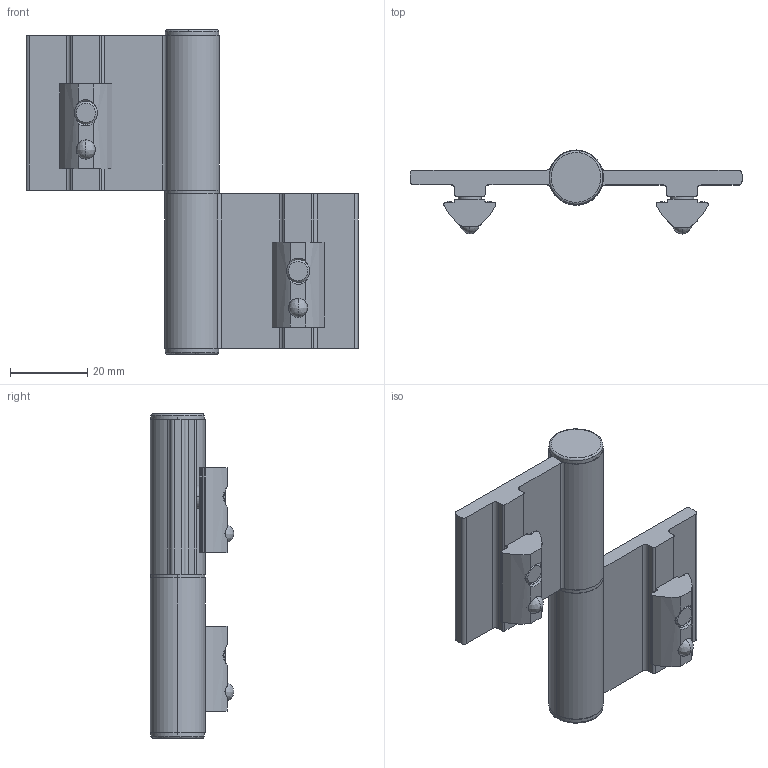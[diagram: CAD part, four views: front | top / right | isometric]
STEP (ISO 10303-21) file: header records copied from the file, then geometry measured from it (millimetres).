
FILE_DESCRIPTION (( 'STEP AP203' ), '1' );
FILE_NAME ('202600030_c_1.STEP', '2023-03-09T04:45:24', ( '' ), ( '' ), 'SwSTEP 2.0', 'SolidWorks 2014', '' );
FILE_SCHEMA (( 'CONFIG_CONTROL_DESIGN' ));
Length unit declared in the file: millimetre
Products named in the file (7): 202600030 Aluminium-Scharnier 40 leicht Buchse; 282200122 Nutenstein, 13,5x7,2mm, einschwenkbar, Nut 8, F_X_FChrungssteg, M6, l=22mm, Federkugel, ge; 202600030 Aluminium-Scharnier 40 leicht Bolzen; 202600030_c_1; 202600031 Abdeckkappe f_X_FCr Aluminium-Scharnier; 202600030 Aluminium-Scharnier 40 leicht Fl_X_FCgel; DIN 7991 - M6x14
Assembly tree (17 placements, depth 2):
  202600030_c_1
    202600030 Aluminium-Scharnier 40 leicht Fl_X_FCgel  x2
    202600030 Aluminium-Scharnier 40 leicht Buchse  x8
    DIN 7991 - M6x14  x2
    282200122 Nutenstein, 13,5x7,2mm, einschwenkbar, Nut 8, F_X_FChrungssteg, M6, l=22mm, Federkugel, ge  x2
    202600031 Abdeckkappe f_X_FCr Aluminium-Scharnier  x2
    202600030 Aluminium-Scharnier 40 leicht Bolzen
Bounding box: 86 x 21.65 x 84 mm (x, y, z)
Volume: 28474 mm3; surface area: 22759.9 mm2
Topology: 23 solids, 23 shells, 440 faces, 1066 edges, 672 vertices
Faces by surface type: plane 160, cylinder 132, cone 132, bspline 16
Entity records: 5985 total; most frequent: CARTESIAN_POINT 1107, DIRECTION 856, ORIENTED_EDGE 772, EDGE_CURVE 386, AXIS2_PLACEMENT_3D 323, VERTEX_POINT 248, LINE 210, VECTOR 210
